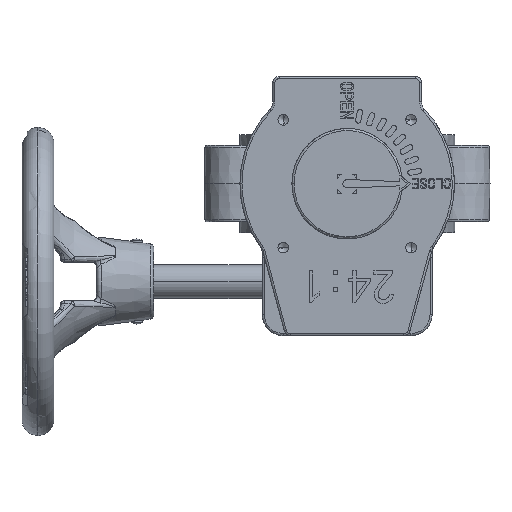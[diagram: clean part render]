
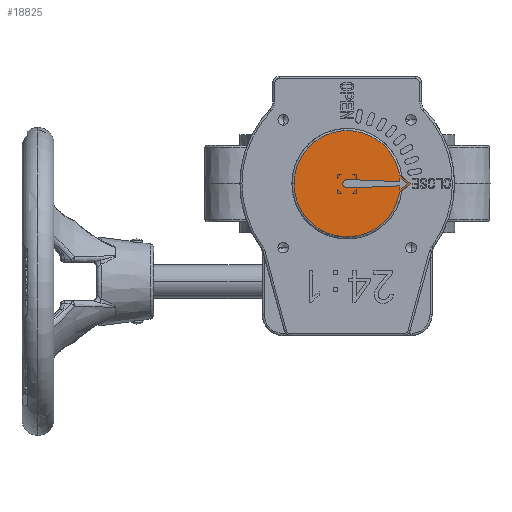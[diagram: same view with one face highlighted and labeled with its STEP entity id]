
A CAD part, front view. The second image highlights one B-rep face of the part: STEP entity #18825.
In plain terms, the highlighted planar face has unit normal (0, -1, 0).
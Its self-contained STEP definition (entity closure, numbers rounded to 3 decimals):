
#160 = ORIENTED_EDGE ( 'NONE', *, *, #68929, .T. ) ;
#519 = LINE ( 'NONE', #12640, #5682 ) ;
#2266 = CARTESIAN_POINT ( 'NONE',  ( 0., -201.6, -2. ) ) ;
#3380 = LINE ( 'NONE', #77236, #75680 ) ;
#4765 = DIRECTION ( 'NONE',  ( 0., 0., 1. ) ) ;
#5054 = PLANE ( 'NONE',  #35631 ) ;
#5352 = AXIS2_PLACEMENT_3D ( 'NONE', #28415, #47783, #77271 ) ;
#5658 = ORIENTED_EDGE ( 'NONE', *, *, #23051, .T. ) ;
#5682 = VECTOR ( 'NONE', #37657, 1000. ) ;
#6220 = CIRCLE ( 'NONE', #24241, 25. ) ;
#6337 = EDGE_LOOP ( 'NONE', ( #33099, #160, #78771, #6443, #27310, #5658, #51231 ) ) ;
#6443 = ORIENTED_EDGE ( 'NONE', *, *, #19535, .T. ) ;
#9482 = VECTOR ( 'NONE', #42325, 1000. ) ;
#10259 = VERTEX_POINT ( 'NONE', #72549 ) ;
#11537 = DIRECTION ( 'NONE',  ( -1., 0., 0. ) ) ;
#12640 = CARTESIAN_POINT ( 'NONE',  ( 30., -201.6, 0. ) ) ;
#14322 = VERTEX_POINT ( 'NONE', #60362 ) ;
#14446 = AXIS2_PLACEMENT_3D ( 'NONE', #51326, #30096, #11537 ) ;
#15293 = CARTESIAN_POINT ( 'NONE',  ( 24.855, -201.6, 0. ) ) ;
#15577 = VECTOR ( 'NONE', #20232, 1000. ) ;
#15736 = VERTEX_POINT ( 'NONE', #50566 ) ;
#18162 = CARTESIAN_POINT ( 'NONE',  ( 0.08, -201.6, -1.997 ) ) ;
#18545 = VECTOR ( 'NONE', #4765, 1000. ) ;
#18825 = ADVANCED_FACE ( 'NONE', ( #47821, #67980 ), #5054, .T. ) ;
#19535 = EDGE_CURVE ( 'NONE', #76610, #15736, #60289, .T. ) ;
#20232 = DIRECTION ( 'NONE',  ( 0., 0., 1. ) ) ;
#20279 = VERTEX_POINT ( 'NONE', #45930 ) ;
#22792 = CARTESIAN_POINT ( 'NONE',  ( 0.08, -201.6, 1.997 ) ) ;
#23051 = EDGE_CURVE ( 'NONE', #20279, #37879, #59120, .T. ) ;
#23624 = CARTESIAN_POINT ( 'NONE',  ( 10.509, -201.6, 13.696 ) ) ;
#24241 = AXIS2_PLACEMENT_3D ( 'NONE', #33255, #57830, #38510 ) ;
#25322 = CARTESIAN_POINT ( 'NONE',  ( 24.855, -201.6, -1. ) ) ;
#27310 = ORIENTED_EDGE ( 'NONE', *, *, #69882, .T. ) ;
#28025 = CARTESIAN_POINT ( 'NONE',  ( 24.662, -201.6, -4.096 ) ) ;
#28415 = CARTESIAN_POINT ( 'NONE',  ( 0., -201.6, 0. ) ) ;
#29279 = DIRECTION ( 'NONE',  ( 0.793, 0., -0.609 ) ) ;
#29659 = DIRECTION ( 'NONE',  ( 0., -1., 0. ) ) ;
#30096 = DIRECTION ( 'NONE',  ( 0., 1., 0. ) ) ;
#33099 = ORIENTED_EDGE ( 'NONE', *, *, #76912, .T. ) ;
#33255 = CARTESIAN_POINT ( 'NONE',  ( 0., -201.6, 0. ) ) ;
#34021 = EDGE_CURVE ( 'NONE', #45548, #76610, #73729, .T. ) ;
#35327 = CARTESIAN_POINT ( 'NONE',  ( 0., -201.6, 0. ) ) ;
#35631 = AXIS2_PLACEMENT_3D ( 'NONE', #35327, #29659, #78509 ) ;
#35683 = CARTESIAN_POINT ( 'NONE',  ( -25., -201.6, 0. ) ) ;
#35869 = VERTEX_POINT ( 'NONE', #35683 ) ;
#36651 = CARTESIAN_POINT ( 'NONE',  ( 10.509, -201.6, -13.696 ) ) ;
#36863 = CARTESIAN_POINT ( 'NONE',  ( 28.357, -201.6, 0. ) ) ;
#37657 = DIRECTION ( 'NONE',  ( 0.793, 0., 0.609 ) ) ;
#37879 = VERTEX_POINT ( 'NONE', #36863 ) ;
#38183 = ORIENTED_EDGE ( 'NONE', *, *, #71267, .T. ) ;
#38298 = VECTOR ( 'NONE', #59479, 1000. ) ;
#38510 = DIRECTION ( 'NONE',  ( -1., 0., 0. ) ) ;
#40533 = ORIENTED_EDGE ( 'NONE', *, *, #66692, .T. ) ;
#42325 = DIRECTION ( 'NONE',  ( -0.793, 0., -0.609 ) ) ;
#43523 = LINE ( 'NONE', #36651, #9482 ) ;
#45548 = VERTEX_POINT ( 'NONE', #2266 ) ;
#45557 = DIRECTION ( 'NONE',  ( -0.999, 0., -0.04 ) ) ;
#45930 = CARTESIAN_POINT ( 'NONE',  ( 24.855, -201.6, 2.687 ) ) ;
#47783 = DIRECTION ( 'NONE',  ( 0., -1., 0. ) ) ;
#47821 = FACE_BOUND ( 'NONE', #6337, .T. ) ;
#50566 = CARTESIAN_POINT ( 'NONE',  ( 24.855, -201.6, 1. ) ) ;
#50611 = VECTOR ( 'NONE', #45557, 1000. ) ;
#50810 = LINE ( 'NONE', #15293, #18545 ) ;
#50882 = LINE ( 'NONE', #75511, #15577 ) ;
#51231 = ORIENTED_EDGE ( 'NONE', *, *, #70346, .T. ) ;
#51326 = CARTESIAN_POINT ( 'NONE',  ( 0., -201.6, 0. ) ) ;
#55932 = VERTEX_POINT ( 'NONE', #25322 ) ;
#57830 = DIRECTION ( 'NONE',  ( 0., -1., 0. ) ) ;
#58353 = VERTEX_POINT ( 'NONE', #75914 ) ;
#59120 = LINE ( 'NONE', #23624, #62005 ) ;
#59479 = DIRECTION ( 'NONE',  ( 0.999, 0., -0.04 ) ) ;
#60289 = LINE ( 'NONE', #22792, #38298 ) ;
#60362 = CARTESIAN_POINT ( 'NONE',  ( 30., -201.6, 0. ) ) ;
#61592 = EDGE_CURVE ( 'NONE', #14322, #58353, #3380, .T. ) ;
#62005 = VECTOR ( 'NONE', #29279, 1000. ) ;
#62021 = CIRCLE ( 'NONE', #5352, 25. ) ;
#63038 = EDGE_CURVE ( 'NONE', #35869, #78082, #6220, .T. ) ;
#66692 = EDGE_CURVE ( 'NONE', #58353, #35869, #62021, .T. ) ;
#67980 = FACE_OUTER_BOUND ( 'NONE', #68318, .T. ) ;
#68318 = EDGE_LOOP ( 'NONE', ( #40533, #76492, #38183, #74221 ) ) ;
#68929 = EDGE_CURVE ( 'NONE', #55932, #45548, #73432, .T. ) ;
#69882 = EDGE_CURVE ( 'NONE', #15736, #20279, #50810, .T. ) ;
#70346 = EDGE_CURVE ( 'NONE', #37879, #10259, #43523, .T. ) ;
#71165 = DIRECTION ( 'NONE',  ( -0.793, 0., 0.609 ) ) ;
#71267 = EDGE_CURVE ( 'NONE', #78082, #14322, #519, .T. ) ;
#72549 = CARTESIAN_POINT ( 'NONE',  ( 24.855, -201.6, -2.687 ) ) ;
#73432 = LINE ( 'NONE', #18162, #50611 ) ;
#73729 = CIRCLE ( 'NONE', #14446, 2. ) ;
#74221 = ORIENTED_EDGE ( 'NONE', *, *, #61592, .T. ) ;
#75511 = CARTESIAN_POINT ( 'NONE',  ( 24.855, -201.6, 0. ) ) ;
#75680 = VECTOR ( 'NONE', #71165, 1000. ) ;
#75914 = CARTESIAN_POINT ( 'NONE',  ( 24.662, -201.6, 4.096 ) ) ;
#76492 = ORIENTED_EDGE ( 'NONE', *, *, #63038, .T. ) ;
#76610 = VERTEX_POINT ( 'NONE', #78880 ) ;
#76912 = EDGE_CURVE ( 'NONE', #10259, #55932, #50882, .T. ) ;
#77236 = CARTESIAN_POINT ( 'NONE',  ( 30., -201.6, 0. ) ) ;
#77271 = DIRECTION ( 'NONE',  ( -1., 0., 0. ) ) ;
#78082 = VERTEX_POINT ( 'NONE', #28025 ) ;
#78509 = DIRECTION ( 'NONE',  ( 0., 0., 1. ) ) ;
#78771 = ORIENTED_EDGE ( 'NONE', *, *, #34021, .T. ) ;
#78880 = CARTESIAN_POINT ( 'NONE',  ( 0., -201.6, 2. ) ) ;
